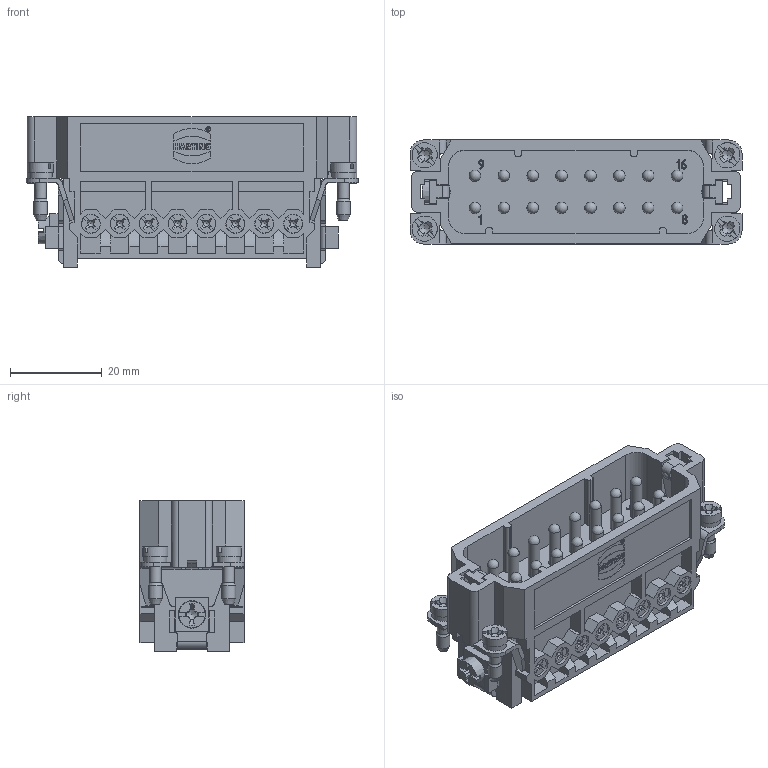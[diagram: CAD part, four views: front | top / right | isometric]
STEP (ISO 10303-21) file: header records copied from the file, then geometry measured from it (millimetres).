
FILE_DESCRIPTION(/* description */ (''),/* implementation_level */ '2;1');
FILE_NAME(/* name */ '100197569ugm000_d.stp',/* time_stamp */ '2019-07-03T09:29:02+02:00',/* author */ (''),/* organization */ (''),/* preprocessor_version */ 'ST-DEVELOPER v16.7',/* originating_system */ 'SIEMENS PLM Software NX 12.0',/* authorisation */ '');
FILE_SCHEMA (('AUTOMOTIVE_DESIGN { 1 0 10303 214 3 1 1 1 }'));
Products named in the file (1): 100197569ugm000_d
Bounding box: 72.4 x 22.7 x 32.85 mm (x, y, z)
Volume: 23589.9 mm3; surface area: 18941.8 mm2
Topology: 1 solids, 1 shells, 1671 faces, 4825 edges, 3304 vertices
Faces by surface type: plane 1235, cylinder 213, cone 146, extrusion 39, bspline 20, sphere 18
Full cylindrical faces by diameter (mm): 0.88 x1, 1.04 x1, 1.95 x2, 2 x2, 2.5 x20, 2.85 x1, 3 x4, 3.2 x16, 4.15 x16, 5 x4, 5.5 x4
Entity records: 64622 total; most frequent: CARTESIAN_POINT 15289, ORIENTED_EDGE 8778, DIRECTION 7886, EDGE_CURVE 4389, VECTOR 3136, LINE 3097, VERTEX_POINT 2997, AXIS2_PLACEMENT_3D 2375
